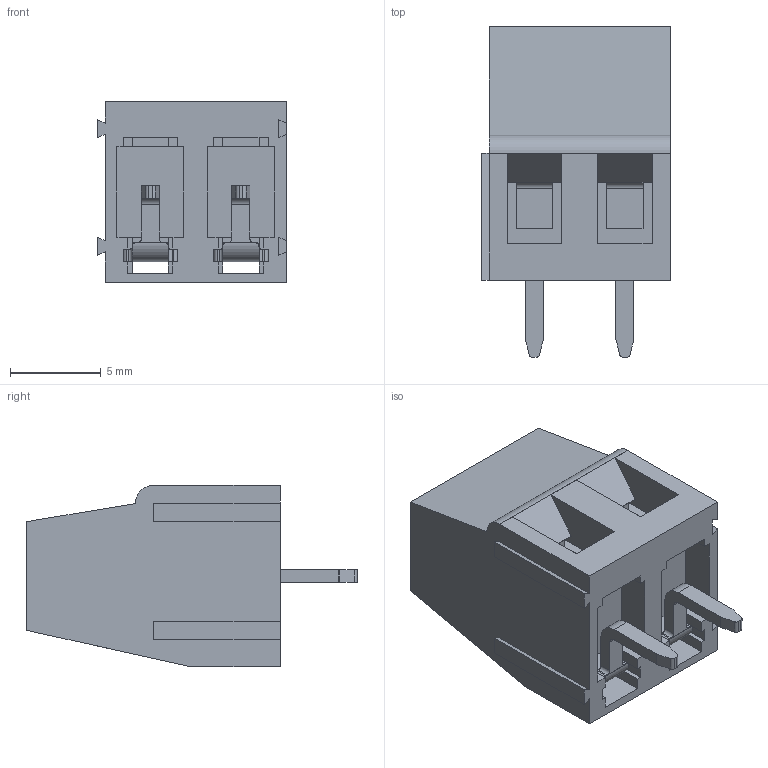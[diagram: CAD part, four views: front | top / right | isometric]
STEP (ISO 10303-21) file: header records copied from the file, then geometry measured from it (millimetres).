
FILE_DESCRIPTION(/* description */ (''),/* implementation_level */ '2;1');
FILE_NAME(/* name */ 'Terminal Block .step',/* time_stamp */ '2021-04-20T11:18:50+02:00',/* author */ (''),/* organization */ (''),/* preprocessor_version */ 'ST-DEVELOPER v18.1',/* originating_system */ 'Autodesk Translation Framework v10.6.0.1341',/* authorisation */ '');
FILE_SCHEMA (('AUTOMOTIVE_DESIGN { 1 0 10303 214 3 1 1 }'));
Length unit declared in the file: millimetre
Products named in the file (6): Terminal Block; Terminal block 2 Pin; Base; Cubo interno; Pin; Tornillo
Assembly tree (8 placements, depth 3):
  Terminal Block
    Terminal block 2 Pin
      Base
      Cubo interno  x2
      Pin  x2
      Tornillo  x2
Bounding box: 10.4 x 18.25 x 10 mm (x, y, z)
Surface area: 1929.6 mm2 (no closed solid volume)
Topology: 0 solids, 239 shells, 239 faces, 1232 edges, 1232 vertices
Faces by surface type: plane 178, cylinder 61
Entity records: 10873 total; most frequent: CARTESIAN_POINT 3581, DIRECTION 1340, VERTEX_POINT 888, EDGE_CURVE 888, ORIENTED_EDGE 888, LINE 752, VECTOR 752, AXIS2_PLACEMENT_3D 294
